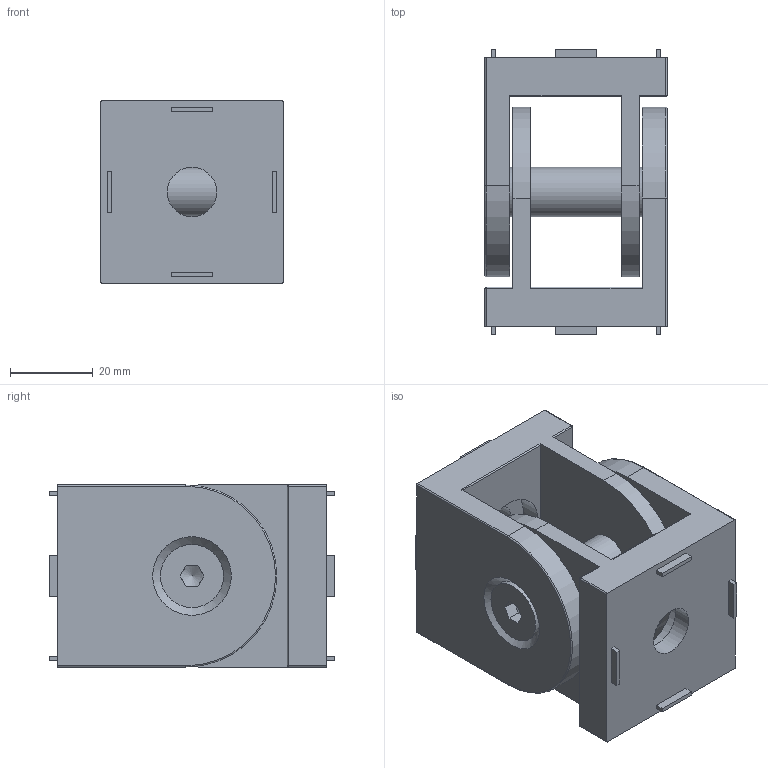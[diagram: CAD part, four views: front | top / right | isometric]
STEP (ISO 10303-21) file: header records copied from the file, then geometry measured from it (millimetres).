
FILE_DESCRIPTION(('STEP AP214'), '1');
FILE_NAME('Øàðíèð 45õ45', '2022-12-21T08:59:30', ('tega'), (''), 'ASCON STEP Converter 1.6', 'ASCON Math Kernel', '');
FILE_SCHEMA(('AUTOMOTIVE_DESIGN { 1 0 10303 214 3 1 1}'));
Length unit declared in the file: millimetre
Products named in the file (4): 001
Assembly tree (5 placements, depth 2):
  (unnamed)
    001  x2
    (unnamed)  x2
    (unnamed)
Bounding box: 44 x 69 x 44 mm (x, y, z)
Volume: 69765.1 mm3; surface area: 30441 mm2
Topology: 5 solids, 5 shells, 134 faces, 320 edges, 206 vertices
Faces by surface type: plane 80, cylinder 36, cone 8, torus 6, sphere 4
Full cylindrical faces by diameter (mm): 6.647 x1, 8 x2, 12 x7, 15.24 x2, 20 x2
Entity records: 2963 total; most frequent: CARTESIAN_POINT 536, DIRECTION 345, ORIENTED_EDGE 296, EDGE_CURVE 148, AXIS2_PLACEMENT_3D 125, VERTEX_POINT 102, LINE 95, VECTOR 95
